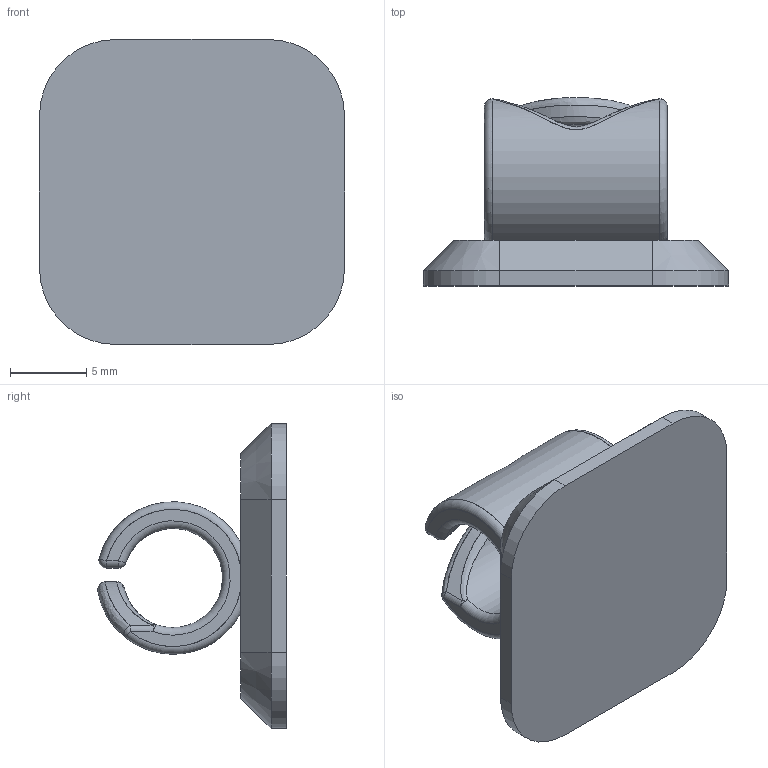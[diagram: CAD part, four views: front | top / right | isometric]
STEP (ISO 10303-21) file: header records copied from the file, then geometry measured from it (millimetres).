
FILE_DESCRIPTION(/* description */ (''),/* implementation_level */ '2;1');
FILE_NAME(/* name */ 'Cabel-Holder.step',/* time_stamp */ '2017-08-13T12:57:29+02:00',/* author */ (''),/* organization */ (''),/* preprocessor_version */ 'ST-DEVELOPER v16.13',/* originating_system */ 'Autodesk Translation Framework v6.1.1.50',/* authorisation */ '');
FILE_SCHEMA (('AUTOMOTIVE_DESIGN { 1 0 10303 214 3 1 1 }'));
Length unit declared in the file: millimetre
Products named in the file (2): Einer-Kabelhalter v3; Kabelhalter 12mm v1
Assembly tree (1 placements, depth 2):
  Einer-Kabelhalter v3
    Kabelhalter 12mm v1
Bounding box: 20 x 12.37 x 20 mm (x, y, z)
Volume: 1892.3 mm3; surface area: 2018.4 mm2
Topology: 2 solids, 2 shells, 73 faces, 156 edges, 84 vertices
Faces by surface type: cylinder 17, sphere 16, plane 14, bspline 12, torus 10, cone 4
Entity records: 2790 total; most frequent: CARTESIAN_POINT 1257, DIRECTION 336, ORIENTED_EDGE 296, EDGE_CURVE 148, AXIS2_PLACEMENT_3D 144, CIRCLE 80, VERTEX_POINT 80, EDGE_LOOP 74
